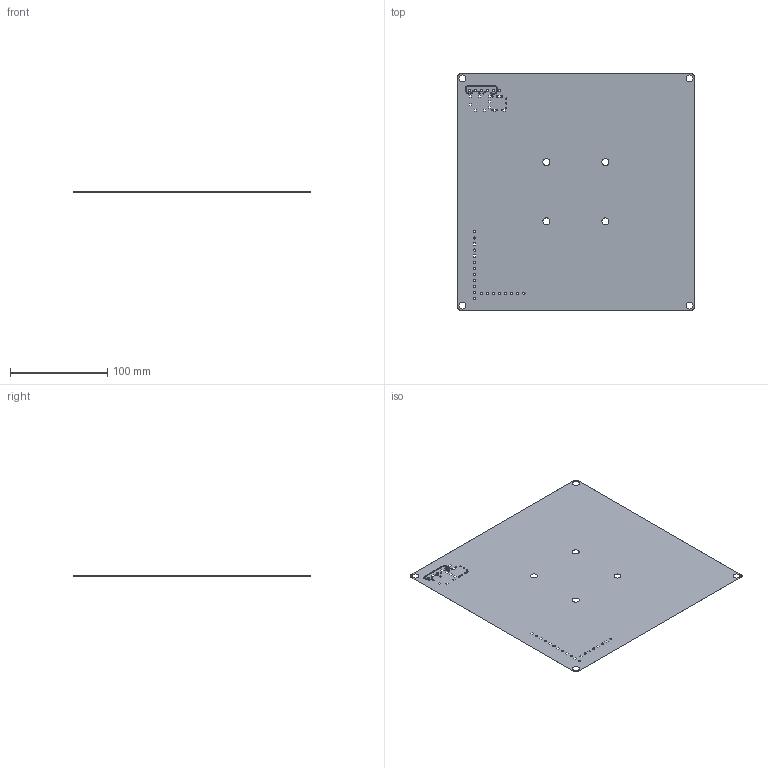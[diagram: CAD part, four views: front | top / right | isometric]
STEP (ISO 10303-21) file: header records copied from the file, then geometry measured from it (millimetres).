
FILE_DESCRIPTION(('STEP AP214'),'1');
FILE_NAME('pcb_SOLDERMASK_BOTTOM.stp','2024-08-25T18:49:01',(' '),(' '),'Spatial InterOp 3D',' ',' ');
FILE_SCHEMA(('AUTOMOTIVE_DESIGN { 1 0 10303 214 1 1 1 1 }'));
Length unit declared in the file: millimetre
Products named in the file (2): SOLDERMASK_BOTTOM (1 bodies); SOLDERMASK_BOTTOM_Model_1_Inst
Assembly tree (1 placements, depth 2):
  SOLDERMASK_BOTTOM (1 bodies)
    SOLDERMASK_BOTTOM_Model_1_Inst
Bounding box: 244 x 244 x 0.03 mm (x, y, z)
Volume: 1828.6 mm3; surface area: 118026.6 mm2
Topology: 1 solids, 1 shells, 234 faces, 696 edges, 464 vertices
Faces by surface type: cylinder 132, plane 102
Entity records: 8347 total; most frequent: DIRECTION 1432, CARTESIAN_POINT 1396, ORIENTED_EDGE 1392, EDGE_CURVE 696, AXIS2_PLACEMENT_3D 500, VERTEX_POINT 464, LINE 432, VECTOR 432
